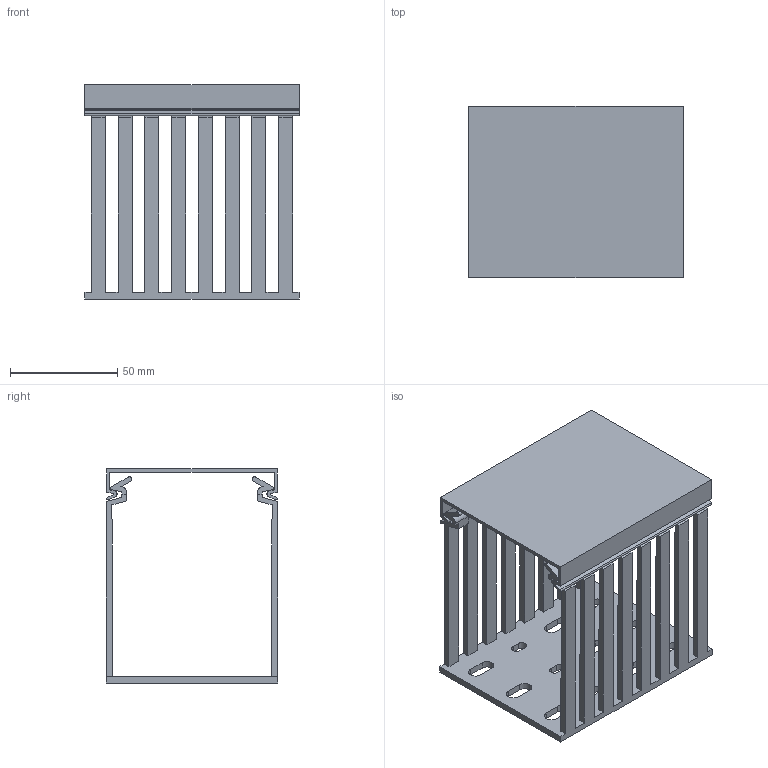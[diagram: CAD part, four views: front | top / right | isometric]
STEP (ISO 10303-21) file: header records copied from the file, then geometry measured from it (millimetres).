
FILE_DESCRIPTION((''),'2;1');
FILE_NAME('BA71000800_ASM','2022-04-20T07:20:20',('buserr'),(''),'CREO PARAMETRIC BY PTC INC, 2021184','CREO PARAMETRIC BY PTC INC, 2021184','');
FILE_SCHEMA(('AUTOMOTIVE_DESIGN { 1 0 10303 214 1 1 1 1 }'));
Length unit declared in the file: millimetre
Products named in the file (3): PROXY_BA71000801; PROXY_BA7802_2; BA71000800_ASM
Assembly tree (2 placements, depth 2):
  BA71000800_ASM
    PROXY_BA71000801
    PROXY_BA7802_2
Bounding box: 100 x 80 x 100 mm (x, y, z)
Volume: 71721.6 mm3; surface area: 73208.6 mm2
Topology: 2 solids, 2 shells, 348 faces, 1042 edges, 698 vertices
Faces by surface type: plane 270, cylinder 78
Entity records: 13311 total; most frequent: CARTESIAN_POINT 2152, ORIENTED_EDGE 2064, DIRECTION 2009, EDGE_CURVE 1032, VECTOR 890, LINE 890, VERTEX_POINT 688, AXIS2_PLACEMENT_3D 555
